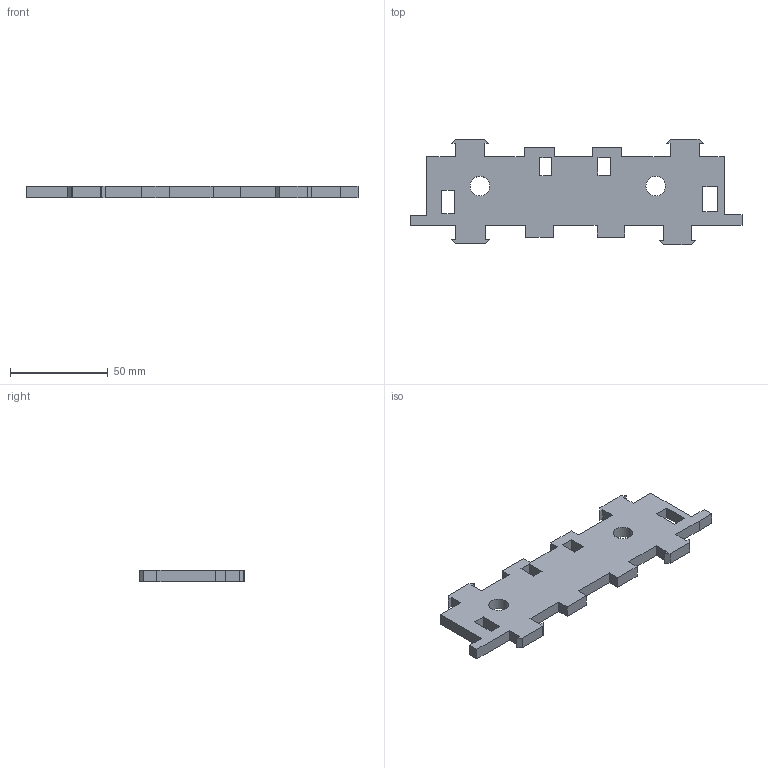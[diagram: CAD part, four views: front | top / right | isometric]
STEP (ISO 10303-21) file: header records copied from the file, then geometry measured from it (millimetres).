
FILE_DESCRIPTION(/* description */ ('','CAx-IF Rec.Pracs.---Representation and Presentation of Product Manufacturing Information (PMI)---4.0---2014-10-13'),/* implementation_level */ '2;1');
FILE_NAME(/* name */ 'part1.step',/* time_stamp */ '2025-03-05T13:22:13+05:30',/* author */ (''),/* organization */ (''),/* preprocessor_version */ 'ST-DEVELOPER v20',/* originating_system */ 'Autodesk Translation Framework v13.20.0.188',/* authorisation */ '');
FILE_SCHEMA (('AP242_MANAGED_MODEL_BASED_3D_ENGINEERING_MIM_LF { 1 0 10303 442 1 1 4 }'));
Length unit declared in the file: centimetre
Products named in the file (1): part1
Bounding box: 169.82 x 54.16 x 6 mm (x, y, z)
Volume: 35242.6 mm3; surface area: 16267.8 mm2
Topology: 1 solids, 1 shells, 90 faces, 264 edges, 176 vertices
Faces by surface type: plane 85, cylinder 5
Full cylindrical faces by diameter (mm): 10 x2
Entity records: 2995 total; most frequent: CARTESIAN_POINT 531, ORIENTED_EDGE 528, DIRECTION 456, EDGE_CURVE 264, LINE 254, VECTOR 254, VERTEX_POINT 176, EDGE_LOOP 102
